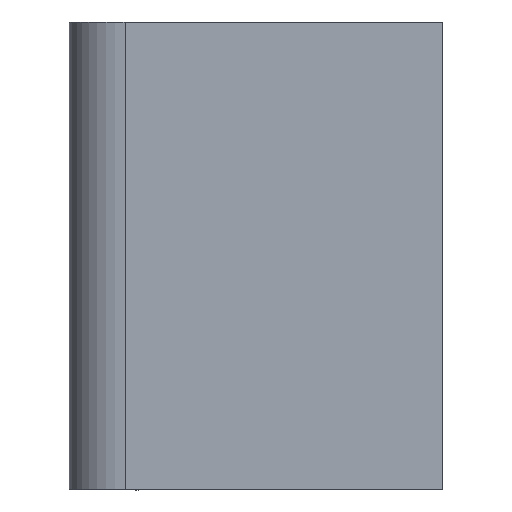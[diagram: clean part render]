
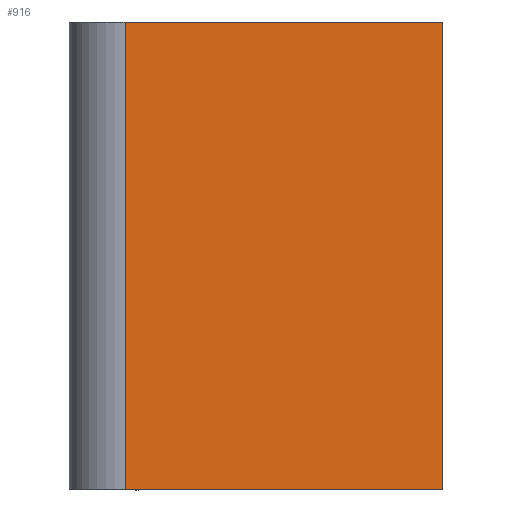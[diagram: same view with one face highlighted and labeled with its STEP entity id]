
A CAD part, top view. The second image highlights one B-rep face of the part: STEP entity #916.
In plain terms, the highlighted face is planar.
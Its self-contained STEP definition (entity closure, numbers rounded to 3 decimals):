
#29 = CARTESIAN_POINT ( 'NONE',  ( -125., 0., 30. ) ) ;
#30 = FACE_OUTER_BOUND ( 'NONE', #980, .T. ) ;
#51 = EDGE_CURVE ( 'NONE', #54, #1077, #883, .T. ) ;
#54 = VERTEX_POINT ( 'NONE', #644 ) ;
#104 = CARTESIAN_POINT ( 'NONE',  ( 125., 0., 30. ) ) ;
#108 = LINE ( 'NONE', #29, #1245 ) ;
#110 = DIRECTION ( 'NONE',  ( 0., 0., 1. ) ) ;
#204 = DIRECTION ( 'NONE',  ( 0., 0., 1. ) ) ;
#236 = ORIENTED_EDGE ( 'NONE', *, *, #758, .T. ) ;
#355 = DIRECTION ( 'NONE',  ( -1., 0., 0. ) ) ;
#465 = CARTESIAN_POINT ( 'NONE',  ( 125., 0., 200. ) ) ;
#574 = VERTEX_POINT ( 'NONE', #465 ) ;
#582 = AXIS2_PLACEMENT_3D ( 'NONE', #1179, #1082, #1123 ) ;
#644 = CARTESIAN_POINT ( 'NONE',  ( 125., 0., 30. ) ) ;
#705 = ORIENTED_EDGE ( 'NONE', *, *, #975, .T. ) ;
#758 = EDGE_CURVE ( 'NONE', #54, #574, #987, .T. ) ;
#780 = EDGE_CURVE ( 'NONE', #1077, #923, #108, .T. ) ;
#784 = ORIENTED_EDGE ( 'NONE', *, *, #780, .F. ) ;
#883 = LINE ( 'NONE', #1085, #1226 ) ;
#893 = VECTOR ( 'NONE', #1230, 1000. ) ;
#916 = ADVANCED_FACE ( 'NONE', ( #30 ), #1019, .T. ) ;
#923 = VERTEX_POINT ( 'NONE', #1134 ) ;
#944 = CARTESIAN_POINT ( 'NONE',  ( -125., 0., 30. ) ) ;
#975 = EDGE_CURVE ( 'NONE', #574, #923, #1014, .T. ) ;
#980 = EDGE_LOOP ( 'NONE', ( #784, #1342, #236, #705 ) ) ;
#987 = LINE ( 'NONE', #104, #1353 ) ;
#1014 = LINE ( 'NONE', #1255, #893 ) ;
#1019 = PLANE ( 'NONE',  #582 ) ;
#1077 = VERTEX_POINT ( 'NONE', #944 ) ;
#1082 = DIRECTION ( 'NONE',  ( 0., -1., 0. ) ) ;
#1085 = CARTESIAN_POINT ( 'NONE',  ( 125., 0., 30. ) ) ;
#1123 = DIRECTION ( 'NONE',  ( 0., 0., -1. ) ) ;
#1134 = CARTESIAN_POINT ( 'NONE',  ( -125., 0., 200. ) ) ;
#1179 = CARTESIAN_POINT ( 'NONE',  ( 125., 0., 30. ) ) ;
#1226 = VECTOR ( 'NONE', #355, 1000. ) ;
#1230 = DIRECTION ( 'NONE',  ( -1., 0., 0. ) ) ;
#1245 = VECTOR ( 'NONE', #204, 1000. ) ;
#1255 = CARTESIAN_POINT ( 'NONE',  ( 125., 0., 200. ) ) ;
#1342 = ORIENTED_EDGE ( 'NONE', *, *, #51, .F. ) ;
#1353 = VECTOR ( 'NONE', #110, 1000. ) ;
